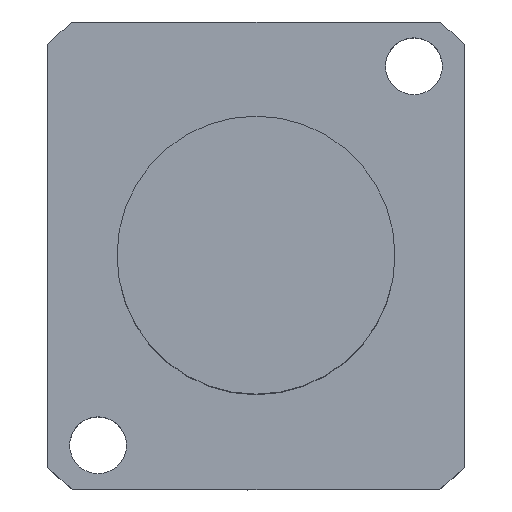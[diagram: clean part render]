
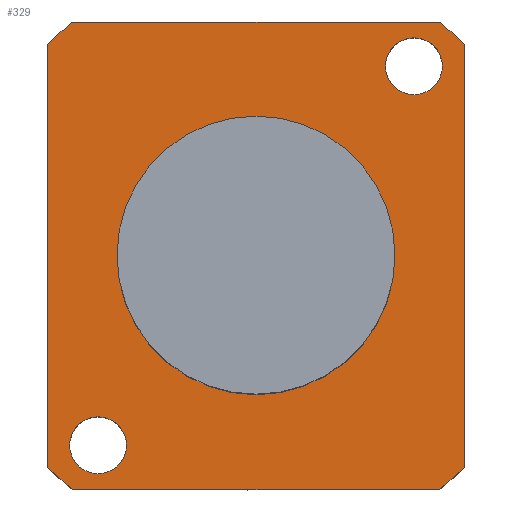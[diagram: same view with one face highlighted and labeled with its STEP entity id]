
A CAD part, top view. The second image highlights one B-rep face of the part: STEP entity #329.
In plain terms, the highlighted planar face has unit normal (0, 0, 1).
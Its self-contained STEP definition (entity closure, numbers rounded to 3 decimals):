
#171=EDGE_CURVE('Unnamed[1]',#433,#447,#448,.T.);
#180=EDGE_CURVE('Unnamed[1]',#460,#460,#461,.T.);
#201=EDGE_CURVE('Unnamed[1]',#491,#492,#493,.T.);
#211=EDGE_CURVE('Unnamed[1]',#506,#433,#507,.T.);
#254=EDGE_CURVE('Unnamed[1]',#492,#506,#564,.T.);
#272=EDGE_CURVE('Unnamed[1]',#588,#453,#589,.T.);
#297=EDGE_CURVE('Unnamed[1]',#453,#491,#618,.T.);
#308=EDGE_CURVE('Unnamed[1]',#632,#632,#633,.T.);
#319=EDGE_CURVE('Unnamed[1]',#447,#443,#647,.T.);
#321=EDGE_CURVE('Unnamed[1]',#443,#588,#649,.T.);
#329=ADVANCED_FACE('Unnamed[1]',(#658,#659,#660,#661),#662,.T.);
#341=EDGE_CURVE('Unnamed[1]',#677,#677,#678,.T.);
#433=VERTEX_POINT('',#811);
#443=VERTEX_POINT('',#834);
#447=VERTEX_POINT('',#840);
#448=CIRCLE('',#841,23.5);
#453=VERTEX_POINT('',#848);
#460=VERTEX_POINT('',#858);
#461=CIRCLE('',#859,2.25);
#491=VERTEX_POINT('',#901);
#492=VERTEX_POINT('',#902);
#493=LINE('',#903,#904);
#506=VERTEX_POINT('',#941);
#507=LINE('',#942,#943);
#564=CIRCLE('',#1049,23.5);
#588=VERTEX_POINT('',#1103);
#589=LINE('',#1104,#1105);
#618=CIRCLE('',#1175,23.5);
#632=VERTEX_POINT('',#1195);
#633=CIRCLE('',#1196,11.0);
#647=LINE('',#1216,#1217);
#649=CIRCLE('',#1220,23.5);
#658=FACE_BOUND('',#1255,.T.);
#659=FACE_BOUND('',#1256,.T.);
#660=FACE_OUTER_BOUND('',#1257,.T.);
#661=FACE_BOUND('',#1258,.T.);
#662=PLANE('',#1259);
#677=VERTEX_POINT('',#1289);
#678=CIRCLE('',#1290,2.25);
#811=CARTESIAN_POINT('',(16.5,16.733,0.));
#834=CARTESIAN_POINT('',(-14.491,18.5,0.));
#840=CARTESIAN_POINT('',(14.491,18.5,0.));
#841=AXIS2_PLACEMENT_3D('',#1396,#1397,#1398);
#848=CARTESIAN_POINT('',(-16.5,-16.733,0.));
#858=CARTESIAN_POINT('',(-14.75,-15.,0.));
#859=AXIS2_PLACEMENT_3D('',#1415,#1416,#1417);
#901=CARTESIAN_POINT('',(-14.491,-18.5,0.));
#902=CARTESIAN_POINT('',(14.491,-18.5,0.));
#903=CARTESIAN_POINT('',(0.,-18.5,0.));
#904=VECTOR('',#1449,1.0);
#941=CARTESIAN_POINT('',(16.5,-16.733,0.));
#942=CARTESIAN_POINT('',(16.5,8.625,0.));
#943=VECTOR('',#1454,1.0);
#1049=AXIS2_PLACEMENT_3D('',#1516,#1517,#1518);
#1103=CARTESIAN_POINT('',(-16.5,16.733,0.));
#1104=CARTESIAN_POINT('',(-16.5,8.625,0.));
#1105=VECTOR('',#1552,1.0);
#1175=AXIS2_PLACEMENT_3D('',#1578,#1579,#1580);
#1195=CARTESIAN_POINT('',(0.,11.0,0.));
#1196=AXIS2_PLACEMENT_3D('',#1594,#1595,#1596);
#1216=CARTESIAN_POINT('',(0.,18.5,0.));
#1217=VECTOR('',#1619,1.0);
#1220=AXIS2_PLACEMENT_3D('',#1620,#1621,#1622);
#1255=EDGE_LOOP('',(#1632));
#1256=EDGE_LOOP('',(#1633));
#1257=EDGE_LOOP('',(#1634,#1635,#1636,#1637,#1638,#1639,#1640,#1641));
#1258=EDGE_LOOP('',(#1642));
#1259=AXIS2_PLACEMENT_3D('',#1643,#1644,#1645);
#1289=CARTESIAN_POINT('',(10.25,15.,0.));
#1290=AXIS2_PLACEMENT_3D('',#1665,#1666,#1667);
#1396=CARTESIAN_POINT('',(0.,0.,0.));
#1397=DIRECTION('',(0.,0.,1.0));
#1398=DIRECTION('',(0.,1.0,0.));
#1415=CARTESIAN_POINT('',(-12.5,-15.,0.));
#1416=DIRECTION('',(0.,0.,-1.0));
#1417=DIRECTION('',(-1.0,0.,0.));
#1449=DIRECTION('',(1.0,0.,0.));
#1454=DIRECTION('',(0.,1.0,0.));
#1516=CARTESIAN_POINT('',(0.,0.,0.));
#1517=DIRECTION('',(0.,0.,1.0));
#1518=DIRECTION('',(0.,1.0,0.));
#1552=DIRECTION('',(0.,-1.0,0.));
#1578=CARTESIAN_POINT('',(0.,0.,0.));
#1579=DIRECTION('',(0.,0.,1.0));
#1580=DIRECTION('',(0.,1.0,0.));
#1594=CARTESIAN_POINT('',(0.,0.,0.));
#1595=DIRECTION('',(0.,0.,1.0));
#1596=DIRECTION('',(0.,1.0,0.));
#1619=DIRECTION('',(-1.0,0.,0.));
#1620=CARTESIAN_POINT('',(0.,0.,0.));
#1621=DIRECTION('',(0.,0.,1.0));
#1622=DIRECTION('',(0.,1.0,0.));
#1632=ORIENTED_EDGE('',*,*,#341,.T.);
#1633=ORIENTED_EDGE('',*,*,#180,.T.);
#1634=ORIENTED_EDGE('',*,*,#272,.T.);
#1635=ORIENTED_EDGE('',*,*,#297,.T.);
#1636=ORIENTED_EDGE('',*,*,#201,.T.);
#1637=ORIENTED_EDGE('',*,*,#254,.T.);
#1638=ORIENTED_EDGE('',*,*,#211,.T.);
#1639=ORIENTED_EDGE('',*,*,#171,.T.);
#1640=ORIENTED_EDGE('',*,*,#319,.T.);
#1641=ORIENTED_EDGE('',*,*,#321,.T.);
#1642=ORIENTED_EDGE('',*,*,#308,.F.);
#1643=CARTESIAN_POINT('',(0.,17.25,0.));
#1644=DIRECTION('',(0.,0.,1.0));
#1645=DIRECTION('',(0.,1.0,0.));
#1665=CARTESIAN_POINT('',(12.5,15.,0.));
#1666=DIRECTION('',(0.,0.,-1.0));
#1667=DIRECTION('',(-1.0,0.,0.));
